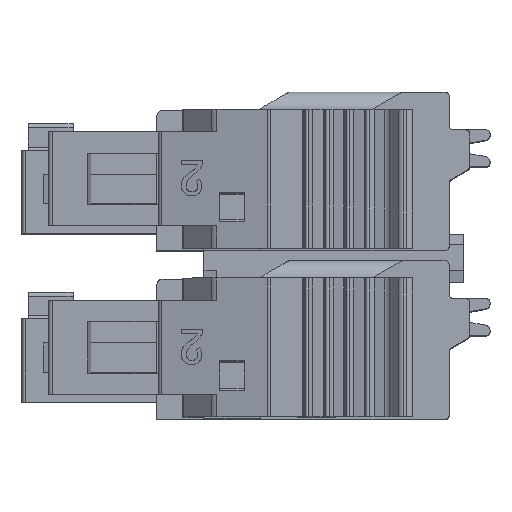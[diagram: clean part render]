
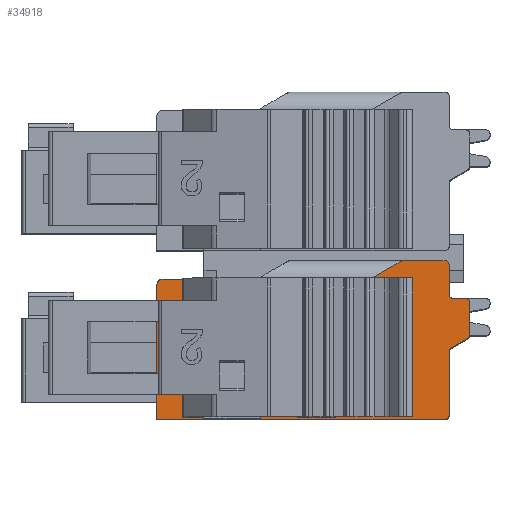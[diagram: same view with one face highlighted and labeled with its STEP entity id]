
A CAD part, top view. The second image highlights one B-rep face of the part: STEP entity #34918.
In plain terms, the highlighted planar face has unit normal (0, 0, 1).
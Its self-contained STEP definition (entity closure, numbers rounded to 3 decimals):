
#5122=DIRECTION('',(0.,-1.,0.));
#5123=VECTOR('',#5122,6.75);
#5124=CARTESIAN_POINT('',(26.932,15.188,30.275));
#5125=LINE('',#5124,#5123);
#5126=DIRECTION('',(1.,0.,0.));
#5127=VECTOR('',#5126,2.497);
#5128=CARTESIAN_POINT('',(27.901,15.188,30.275));
#5129=LINE('',#5128,#5127);
#5130=DIRECTION('',(0.866,0.5,0.));
#5131=VECTOR('',#5130,1.8);
#5132=CARTESIAN_POINT('',(30.397,15.188,30.275));
#5133=LINE('',#5132,#5131);
#5134=DIRECTION('',(1.,0.,0.));
#5135=VECTOR('',#5134,2.1);
#5136=CARTESIAN_POINT('',(31.956,16.088,30.275));
#5137=LINE('',#5136,#5135);
#5138=CARTESIAN_POINT('',(34.056,15.888,30.275));
#5139=DIRECTION('',(0.,0.,-1.));
#5140=DIRECTION('',(0.,1.,0.));
#5141=AXIS2_PLACEMENT_3D('',#5138,#5139,#5140);
#5143=DIRECTION('',(0.,-1.,0.));
#5144=VECTOR('',#5143,1.45);
#5145=CARTESIAN_POINT('',(34.256,15.888,30.275));
#5146=LINE('',#5145,#5144);
#5147=CARTESIAN_POINT('',(34.456,14.438,30.275));
#5148=DIRECTION('',(0.,0.,1.));
#5149=DIRECTION('',(-1.,0.,0.));
#5150=AXIS2_PLACEMENT_3D('',#5147,#5148,#5149);
#5152=DIRECTION('',(1.,0.,0.));
#5153=VECTOR('',#5152,0.6);
#5154=CARTESIAN_POINT('',(34.456,14.238,30.275));
#5155=LINE('',#5154,#5153);
#5156=CARTESIAN_POINT('',(35.056,14.038,30.275));
#5157=DIRECTION('',(0.,0.,-1.));
#5158=DIRECTION('',(0.,1.,0.));
#5159=AXIS2_PLACEMENT_3D('',#5156,#5157,#5158);
#5161=DIRECTION('',(0.,-1.,0.));
#5162=VECTOR('',#5161,1.585);
#5163=CARTESIAN_POINT('',(35.256,14.038,30.275));
#5164=LINE('',#5163,#5162);
#5165=CARTESIAN_POINT('',(35.056,12.453,30.275));
#5166=DIRECTION('',(0.,0.,-1.));
#5167=DIRECTION('',(1.,0.,0.));
#5168=AXIS2_PLACEMENT_3D('',#5165,#5166,#5167);
#5170=DIRECTION('',(-0.866,-0.5,0.));
#5171=VECTOR('',#5170,0.924);
#5172=CARTESIAN_POINT('',(35.156,12.28,30.275));
#5173=LINE('',#5172,#5171);
#5174=CARTESIAN_POINT('',(34.456,11.645,30.275));
#5175=DIRECTION('',(0.,0.,1.));
#5176=DIRECTION('',(-0.5,0.866,0.));
#5177=AXIS2_PLACEMENT_3D('',#5174,#5175,#5176);
#5179=DIRECTION('',(0.,-1.,0.));
#5180=VECTOR('',#5179,3.107);
#5181=CARTESIAN_POINT('',(34.256,11.645,30.275));
#5182=LINE('',#5181,#5180);
#5183=CARTESIAN_POINT('',(34.056,8.538,30.275));
#5184=DIRECTION('',(0.,0.,-1.));
#5185=DIRECTION('',(1.,0.,0.));
#5186=AXIS2_PLACEMENT_3D('',#5183,#5184,#5185);
#5188=DIRECTION('',(-1.,0.,0.));
#5189=VECTOR('',#5188,14.1);
#5190=CARTESIAN_POINT('',(34.056,8.338,30.275));
#5191=LINE('',#5190,#5189);
#5192=DIRECTION('',(0.,1.,0.));
#5193=VECTOR('',#5192,6.55);
#5194=CARTESIAN_POINT('',(19.956,8.338,30.275));
#5195=LINE('',#5194,#5193);
#5196=CARTESIAN_POINT('',(20.256,14.888,30.275));
#5197=DIRECTION('',(0.,0.,-1.));
#5198=DIRECTION('',(-1.,0.,0.));
#5199=AXIS2_PLACEMENT_3D('',#5196,#5197,#5198);
#5201=DIRECTION('',(1.,0.,0.));
#5202=VECTOR('',#5201,6.676);
#5203=CARTESIAN_POINT('',(20.256,15.188,30.275));
#5204=LINE('',#5203,#5202);
#5205=DIRECTION('',(0.,-1.,0.));
#5206=VECTOR('',#5205,5.73);
#5207=CARTESIAN_POINT('',(22.765,14.218,30.275));
#5208=LINE('',#5207,#5206);
#5209=DIRECTION('',(0.,1.,0.));
#5210=VECTOR('',#5209,5.73);
#5211=CARTESIAN_POINT('',(24.486,8.488,30.275));
#5212=LINE('',#5211,#5210);
#5221=DIRECTION('',(0.,-1.,0.));
#5222=VECTOR('',#5221,6.75);
#5223=CARTESIAN_POINT('',(27.901,15.188,30.275));
#5224=LINE('',#5223,#5222);
#5370=DIRECTION('',(-1.,0.,0.));
#5371=VECTOR('',#5370,0.968);
#5372=CARTESIAN_POINT('',(27.901,8.438,30.275));
#5373=LINE('',#5372,#5371);
#6629=DIRECTION('',(-1.,0.,0.));
#6630=VECTOR('',#6629,1.721);
#6631=CARTESIAN_POINT('',(24.486,8.488,30.275));
#6632=LINE('',#6631,#6630);
#6645=DIRECTION('',(1.,0.,0.));
#6646=VECTOR('',#6645,1.721);
#6647=CARTESIAN_POINT('',(22.765,14.218,30.275));
#6648=LINE('',#6647,#6646);
#22576=CARTESIAN_POINT('',(34.256,8.538,30.275));
#22578=VERTEX_POINT('',#22576);
#22580=CARTESIAN_POINT('',(34.256,11.645,30.275));
#22581=VERTEX_POINT('',#22580);
#22784=CARTESIAN_POINT('',(34.056,8.338,30.275));
#22786=VERTEX_POINT('',#22784);
#22788=CARTESIAN_POINT('',(19.956,8.338,30.275));
#22790=VERTEX_POINT('',#22788);
#22973=CARTESIAN_POINT('',(19.956,14.888,30.275));
#22974=VERTEX_POINT('',#22973);
#23391=CARTESIAN_POINT('',(30.397,15.188,30.275));
#23392=VERTEX_POINT('',#23391);
#23393=CARTESIAN_POINT('',(27.901,15.188,30.275));
#23394=VERTEX_POINT('',#23393);
#23401=CARTESIAN_POINT('',(26.932,15.188,30.275));
#23402=VERTEX_POINT('',#23401);
#23403=CARTESIAN_POINT('',(20.256,15.188,30.275));
#23404=VERTEX_POINT('',#23403);
#26226=CARTESIAN_POINT('',(34.356,11.818,30.275));
#26227=VERTEX_POINT('',#26226);
#26228=CARTESIAN_POINT('',(35.156,12.28,30.275));
#26229=VERTEX_POINT('',#26228);
#26230=CARTESIAN_POINT('',(26.932,8.438,30.275));
#26231=VERTEX_POINT('',#26230);
#26232=CARTESIAN_POINT('',(27.901,8.438,30.275));
#26233=VERTEX_POINT('',#26232);
#26234=CARTESIAN_POINT('',(31.956,16.088,30.275));
#26235=VERTEX_POINT('',#26234);
#26236=CARTESIAN_POINT('',(34.056,16.088,30.275));
#26237=VERTEX_POINT('',#26236);
#26238=CARTESIAN_POINT('',(34.256,15.888,30.275));
#26239=VERTEX_POINT('',#26238);
#26240=CARTESIAN_POINT('',(34.256,14.438,30.275));
#26241=VERTEX_POINT('',#26240);
#26242=CARTESIAN_POINT('',(34.456,14.238,30.275));
#26243=VERTEX_POINT('',#26242);
#26244=CARTESIAN_POINT('',(35.056,14.238,30.275));
#26245=VERTEX_POINT('',#26244);
#26246=CARTESIAN_POINT('',(35.256,14.038,30.275));
#26247=VERTEX_POINT('',#26246);
#26248=CARTESIAN_POINT('',(35.256,12.453,30.275));
#26249=VERTEX_POINT('',#26248);
#26250=CARTESIAN_POINT('',(22.765,14.218,30.275));
#26251=CARTESIAN_POINT('',(22.765,8.488,30.275));
#26252=VERTEX_POINT('',#26250);
#26253=VERTEX_POINT('',#26251);
#26254=CARTESIAN_POINT('',(24.486,8.488,30.275));
#26255=VERTEX_POINT('',#26254);
#26256=CARTESIAN_POINT('',(24.486,14.218,30.275));
#26257=VERTEX_POINT('',#26256);
#34868=CARTESIAN_POINT('',(26.228,12.858,30.275));
#34869=DIRECTION('',(0.,0.,1.));
#34870=DIRECTION('',(1.,0.,0.));
#34871=AXIS2_PLACEMENT_3D('',#34868,#34869,#34870);
#34872=PLANE('',#34871);
#34874=ORIENTED_EDGE('',*,*,#34873,.T.);
#34876=ORIENTED_EDGE('',*,*,#34875,.F.);
#34878=ORIENTED_EDGE('',*,*,#34877,.F.);
#34879=ORIENTED_EDGE('',*,*,#31001,.T.);
#34881=ORIENTED_EDGE('',*,*,#34880,.T.);
#34882=ORIENTED_EDGE('',*,*,#34472,.T.);
#34884=ORIENTED_EDGE('',*,*,#34883,.T.);
#34886=ORIENTED_EDGE('',*,*,#34885,.T.);
#34888=ORIENTED_EDGE('',*,*,#34887,.T.);
#34890=ORIENTED_EDGE('',*,*,#34889,.T.);
#34892=ORIENTED_EDGE('',*,*,#34891,.T.);
#34894=ORIENTED_EDGE('',*,*,#34893,.T.);
#34896=ORIENTED_EDGE('',*,*,#34895,.T.);
#34897=ORIENTED_EDGE('',*,*,#34860,.T.);
#34898=ORIENTED_EDGE('',*,*,#34849,.T.);
#34899=ORIENTED_EDGE('',*,*,#30328,.T.);
#34900=ORIENTED_EDGE('',*,*,#30427,.T.);
#34901=ORIENTED_EDGE('',*,*,#30442,.T.);
#34902=ORIENTED_EDGE('',*,*,#30571,.T.);
#34904=ORIENTED_EDGE('',*,*,#34903,.T.);
#34905=ORIENTED_EDGE('',*,*,#31011,.T.);
#34906=EDGE_LOOP('',(#34874,#34876,#34878,#34879,#34881,#34882,#34884,#34886,
#34888,#34890,#34892,#34894,#34896,#34897,#34898,#34899,#34900,#34901,#34902,
#34904,#34905));
#34907=FACE_OUTER_BOUND('',#34906,.F.);
#34909=ORIENTED_EDGE('',*,*,#34908,.T.);
#34911=ORIENTED_EDGE('',*,*,#34910,.F.);
#34913=ORIENTED_EDGE('',*,*,#34912,.T.);
#34915=ORIENTED_EDGE('',*,*,#34914,.F.);
#34916=EDGE_LOOP('',(#34909,#34911,#34913,#34915));
#34917=FACE_BOUND('',#34916,.F.);
#5142=CIRCLE('',#5141,0.2);
#5151=CIRCLE('',#5150,0.2);
#5160=CIRCLE('',#5159,0.2);
#5169=CIRCLE('',#5168,0.2);
#5178=CIRCLE('',#5177,0.2);
#5187=CIRCLE('',#5186,0.2);
#5200=CIRCLE('',#5199,0.3);
#30328=EDGE_CURVE('',#22581,#22578,#5182,.T.);
#30427=EDGE_CURVE('',#22578,#22786,#5187,.T.);
#30442=EDGE_CURVE('',#22786,#22790,#5191,.T.);
#30571=EDGE_CURVE('',#22790,#22974,#5195,.T.);
#31001=EDGE_CURVE('',#23394,#23392,#5129,.T.);
#31011=EDGE_CURVE('',#23404,#23402,#5204,.T.);
#34472=EDGE_CURVE('',#26235,#26237,#5137,.T.);
#34849=EDGE_CURVE('',#26227,#22581,#5178,.T.);
#34860=EDGE_CURVE('',#26229,#26227,#5173,.T.);
#34873=EDGE_CURVE('',#23402,#26231,#5125,.T.);
#34875=EDGE_CURVE('',#26233,#26231,#5373,.T.);
#34877=EDGE_CURVE('',#23394,#26233,#5224,.T.);
#34880=EDGE_CURVE('',#23392,#26235,#5133,.T.);
#34883=EDGE_CURVE('',#26237,#26239,#5142,.T.);
#34885=EDGE_CURVE('',#26239,#26241,#5146,.T.);
#34887=EDGE_CURVE('',#26241,#26243,#5151,.T.);
#34889=EDGE_CURVE('',#26243,#26245,#5155,.T.);
#34891=EDGE_CURVE('',#26245,#26247,#5160,.T.);
#34893=EDGE_CURVE('',#26247,#26249,#5164,.T.);
#34895=EDGE_CURVE('',#26249,#26229,#5169,.T.);
#34903=EDGE_CURVE('',#22974,#23404,#5200,.T.);
#34908=EDGE_CURVE('',#26252,#26253,#5208,.T.);
#34910=EDGE_CURVE('',#26255,#26253,#6632,.T.);
#34912=EDGE_CURVE('',#26255,#26257,#5212,.T.);
#34914=EDGE_CURVE('',#26252,#26257,#6648,.T.);
#34918=ADVANCED_FACE('',(#34907,#34917),#34872,.T.);
